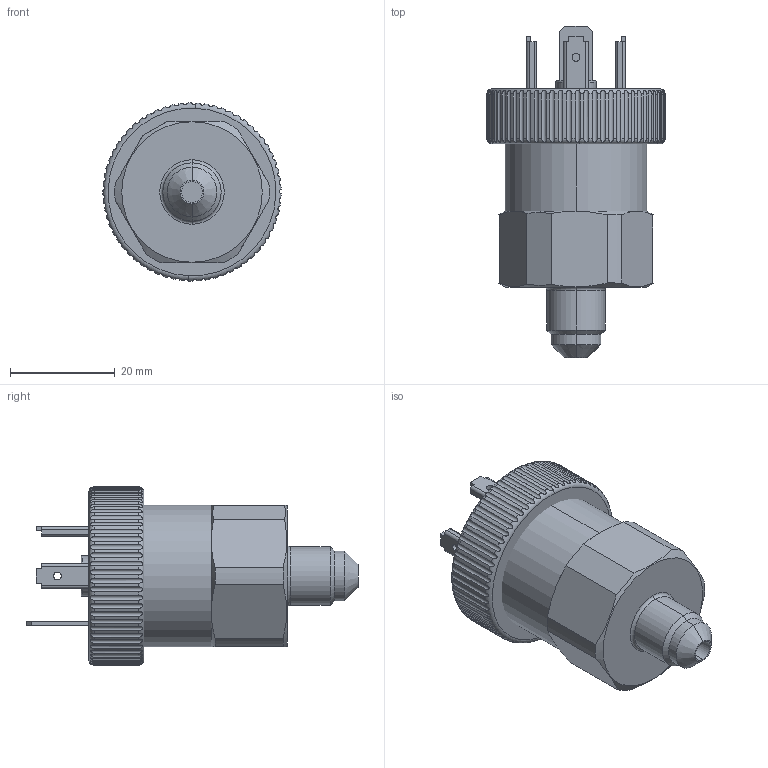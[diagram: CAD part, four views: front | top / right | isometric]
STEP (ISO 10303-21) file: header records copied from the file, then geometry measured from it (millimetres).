
FILE_DESCRIPTION (( 'STEP AP214' ), '1' );
FILE_NAME ('828X.XX.XX.18.05.STEP', '2017-07-03T13:44:41', ( 'upgadmin' ), ( 'Hewlett-Packard Company' ), 'SwSTEP 2.0', 'SolidWorks 2016', '' );
FILE_SCHEMA (( 'AUTOMOTIVE_DESIGN' ));
Length unit declared in the file: millimetre
Products named in the file (7): ﾜ-Mutter; 18_C30065; Stiftplatte_DIN-Stecker; ﾜ-Mutter_E01220; 828X.XX.XX.18.05
Assembly tree (3 placements, depth 2):
  ﾜ-Mutter
  828X.XX.XX.18.05
    18_C30065
    Stiftplatte_DIN-Stecker
    ﾜ-Mutter_E01220
  18_C30065
  Stiftplatte_DIN-Stecker
Bounding box: 34 x 63.35 x 34 mm (x, y, z)
Volume: 27734.3 mm3; surface area: 10451.7 mm2
Topology: 3 solids, 3 shells, 441 faces, 1211 edges, 796 vertices
Faces by surface type: cylinder 231, plane 155, bspline 25, torus 16, cone 14
Entity records: 18846 total; most frequent: CARTESIAN_POINT 6242, ORIENTED_EDGE 2422, DIRECTION 2169, EDGE_CURVE 1211, VERTEX_POINT 796, AXIS2_PLACEMENT_3D 789, VECTOR 591, LINE 591
